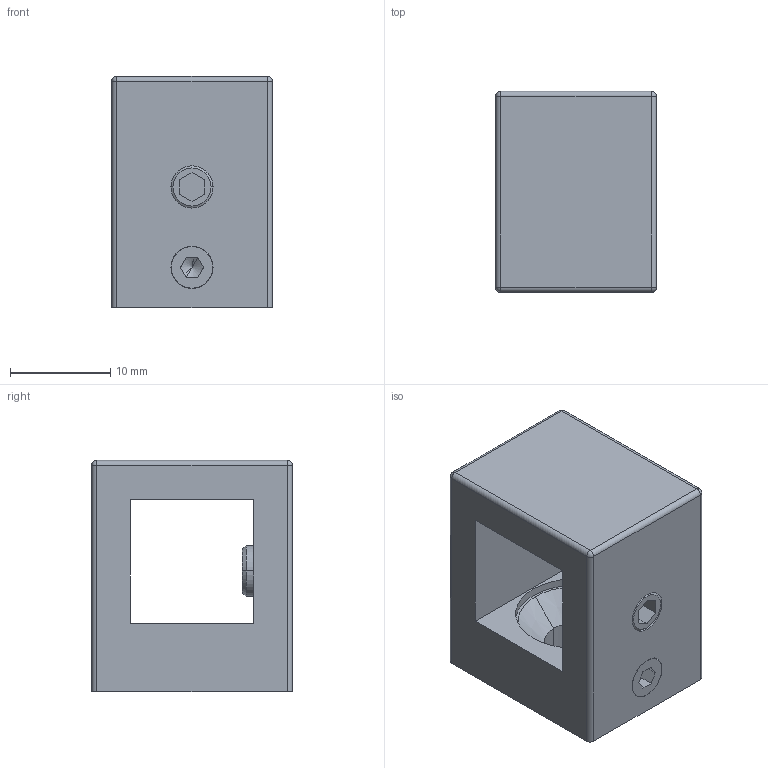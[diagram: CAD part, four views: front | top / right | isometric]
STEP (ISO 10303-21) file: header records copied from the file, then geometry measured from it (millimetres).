
FILE_DESCRIPTION (( 'STEP AP203' ), '1' );
FILE_NAME ('A_4830-000.STEP', '2019-03-20T14:35:39', ( '' ), ( '' ), 'SwSTEP 2.0', 'SolidWorks 2013', '' );
FILE_SCHEMA (( 'CONFIG_CONTROL_DESIGN' ));
Length unit declared in the file: millimetre
Products named in the file (5): A_4830-000; A_4830-000.P2; DIN 913_SKRUTKA M 5X 5; din_914-m5x5-a2-70_Vìchoz¡; A_4830-000.P1
Assembly tree (4 placements, depth 2):
  A_4830-000
    A_4830-000.P2
    din_914-m5x5-a2-70_Vìchoz¡
    A_4830-000.P1
    DIN 913_SKRUTKA M 5X 5
Bounding box: 16 x 20 x 23 mm (x, y, z)
Volume: 4495.8 mm3; surface area: 3560.9 mm2
Topology: 4 solids, 4 shells, 72 faces, 166 edges, 96 vertices
Faces by surface type: plane 28, cylinder 24, cone 16, sphere 4
Entity records: 2575 total; most frequent: CARTESIAN_POINT 427, DIRECTION 364, ORIENTED_EDGE 316, EDGE_CURVE 158, AXIS2_PLACEMENT_3D 135, VERTEX_POINT 96, LINE 94, VECTOR 94
